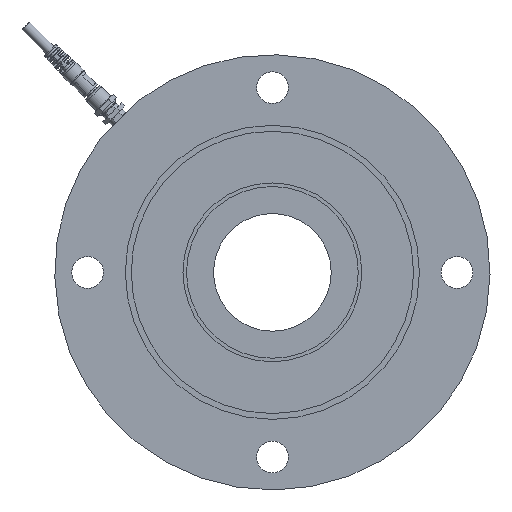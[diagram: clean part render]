
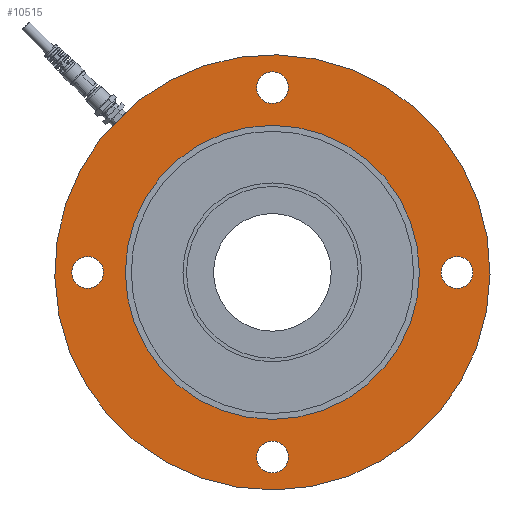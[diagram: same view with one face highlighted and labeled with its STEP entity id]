
A CAD part, front view. The second image highlights one B-rep face of the part: STEP entity #10515.
In plain terms, the highlighted planar face has unit normal (0, -1, 0).
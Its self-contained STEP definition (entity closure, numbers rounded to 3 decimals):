
#692 = CARTESIAN_POINT ( 'NONE',  ( -72.721, 0., 57.165 ) ) ;
#735 = FACE_BOUND ( 'NONE', #9777, .T. ) ;
#783 = CARTESIAN_POINT ( 'NONE',  ( -78.5, 0., 6.75 ) ) ;
#853 = CARTESIAN_POINT ( 'NONE',  ( 0., 0., 78.5 ) ) ;
#870 = CARTESIAN_POINT ( 'NONE',  ( 0., 0., 62.5 ) ) ;
#1075 = FACE_BOUND ( 'NONE', #6532, .T. ) ;
#2050 = FACE_BOUND ( 'NONE', #8455, .T. ) ;
#2126 = DIRECTION ( 'NONE',  ( -0.707, 0., -0.707 ) ) ;
#2213 = FACE_BOUND ( 'NONE', #10221, .T. ) ;
#2228 = CIRCLE ( 'NONE', #5841, 6.75 ) ;
#2308 = LINE ( 'NONE', #3690, #16858 ) ;
#2499 = EDGE_CURVE ( 'NONE', #5750, #5750, #2228, .T. ) ;
#2516 = CIRCLE ( 'NONE', #14438, 6.75 ) ;
#2548 = CARTESIAN_POINT ( 'NONE',  ( 0., 0., -78.5 ) ) ;
#3002 = DIRECTION ( 'NONE',  ( 0., 0., 1. ) ) ;
#3358 = VERTEX_POINT ( 'NONE', #692 ) ;
#3385 = DIRECTION ( 'NONE',  ( 0., 0., 1. ) ) ;
#3690 = CARTESIAN_POINT ( 'NONE',  ( -72.721, 0., 57.165 ) ) ;
#4512 = EDGE_CURVE ( 'NONE', #11757, #3358, #2308, .T. ) ;
#4648 = CIRCLE ( 'NONE', #7693, 6.75 ) ;
#4787 = CARTESIAN_POINT ( 'NONE',  ( -57.165, 0., 72.721 ) ) ;
#5282 = EDGE_LOOP ( 'NONE', ( #7406 ) ) ;
#5559 = VERTEX_POINT ( 'NONE', #9713 ) ;
#5611 = ORIENTED_EDGE ( 'NONE', *, *, #4512, .T. ) ;
#5624 = CARTESIAN_POINT ( 'NONE',  ( -78.5, 0., 0. ) ) ;
#5750 = VERTEX_POINT ( 'NONE', #10873 ) ;
#5841 = AXIS2_PLACEMENT_3D ( 'NONE', #2548, #14440, #12964 ) ;
#5915 = DIRECTION ( 'NONE',  ( 0., 1., 0. ) ) ;
#6013 = VERTEX_POINT ( 'NONE', #783 ) ;
#6345 = CARTESIAN_POINT ( 'NONE',  ( 78.5, 0., 0. ) ) ;
#6383 = DIRECTION ( 'NONE',  ( 0., 1., 0. ) ) ;
#6408 = EDGE_CURVE ( 'NONE', #14157, #14157, #10277, .T. ) ;
#6411 = EDGE_CURVE ( 'NONE', #11757, #3358, #13036, .T. ) ;
#6532 = EDGE_LOOP ( 'NONE', ( #12211 ) ) ;
#7121 = CARTESIAN_POINT ( 'NONE',  ( 0., 0., 0. ) ) ;
#7153 = EDGE_CURVE ( 'NONE', #6013, #6013, #2516, .T. ) ;
#7289 = CARTESIAN_POINT ( 'NONE',  ( 0., 0., 0. ) ) ;
#7406 = ORIENTED_EDGE ( 'NONE', *, *, #2499, .T. ) ;
#7684 = FACE_BOUND ( 'NONE', #5282, .T. ) ;
#7693 = AXIS2_PLACEMENT_3D ( 'NONE', #6345, #9106, #13189 ) ;
#8455 = EDGE_LOOP ( 'NONE', ( #12525 ) ) ;
#8531 = EDGE_LOOP ( 'NONE', ( #15908, #5611 ) ) ;
#8901 = DIRECTION ( 'NONE',  ( 0., 0., 1. ) ) ;
#9106 = DIRECTION ( 'NONE',  ( 0., 1., 0. ) ) ;
#9549 = DIRECTION ( 'NONE',  ( 0., 0., 1. ) ) ;
#9713 = CARTESIAN_POINT ( 'NONE',  ( 78.5, 0., 6.75 ) ) ;
#9777 = EDGE_LOOP ( 'NONE', ( #16717 ) ) ;
#10221 = EDGE_LOOP ( 'NONE', ( #12469 ) ) ;
#10277 = CIRCLE ( 'NONE', #16944, 62.5 ) ;
#10287 = FACE_OUTER_BOUND ( 'NONE', #8531, .T. ) ;
#10515 = ADVANCED_FACE ( 'NONE', ( #7684, #735, #2050, #2213, #10287, #1075 ), #11595, .F. ) ;
#10873 = CARTESIAN_POINT ( 'NONE',  ( 0., 0., -71.75 ) ) ;
#11155 = CIRCLE ( 'NONE', #12814, 6.75 ) ;
#11203 = DIRECTION ( 'NONE',  ( 0., 1., 0. ) ) ;
#11595 = PLANE ( 'NONE',  #12569 ) ;
#11757 = VERTEX_POINT ( 'NONE', #4787 ) ;
#11956 = EDGE_CURVE ( 'NONE', #5559, #5559, #4648, .T. ) ;
#12211 = ORIENTED_EDGE ( 'NONE', *, *, #6408, .T. ) ;
#12215 = AXIS2_PLACEMENT_3D ( 'NONE', #7289, #11203, #9549 ) ;
#12469 = ORIENTED_EDGE ( 'NONE', *, *, #7153, .T. ) ;
#12525 = ORIENTED_EDGE ( 'NONE', *, *, #14228, .T. ) ;
#12569 = AXIS2_PLACEMENT_3D ( 'NONE', #15589, #6383, #8901 ) ;
#12814 = AXIS2_PLACEMENT_3D ( 'NONE', #853, #15280, #3385 ) ;
#12964 = DIRECTION ( 'NONE',  ( 0., 0., 1. ) ) ;
#13036 = CIRCLE ( 'NONE', #12215, 92.5 ) ;
#13189 = DIRECTION ( 'NONE',  ( 0., 0., 1. ) ) ;
#13369 = CARTESIAN_POINT ( 'NONE',  ( 0., 0., 85.25 ) ) ;
#14157 = VERTEX_POINT ( 'NONE', #870 ) ;
#14228 = EDGE_CURVE ( 'NONE', #16064, #16064, #11155, .T. ) ;
#14438 = AXIS2_PLACEMENT_3D ( 'NONE', #5624, #16386, #3002 ) ;
#14440 = DIRECTION ( 'NONE',  ( 0., 1., 0. ) ) ;
#15199 = DIRECTION ( 'NONE',  ( 0., 0., 1. ) ) ;
#15280 = DIRECTION ( 'NONE',  ( 0., 1., 0. ) ) ;
#15589 = CARTESIAN_POINT ( 'NONE',  ( 62.5, 0., 0. ) ) ;
#15908 = ORIENTED_EDGE ( 'NONE', *, *, #6411, .F. ) ;
#16064 = VERTEX_POINT ( 'NONE', #13369 ) ;
#16386 = DIRECTION ( 'NONE',  ( 0., 1., 0. ) ) ;
#16717 = ORIENTED_EDGE ( 'NONE', *, *, #11956, .T. ) ;
#16858 = VECTOR ( 'NONE', #2126, 1000. ) ;
#16944 = AXIS2_PLACEMENT_3D ( 'NONE', #7121, #5915, #15199 ) ;
